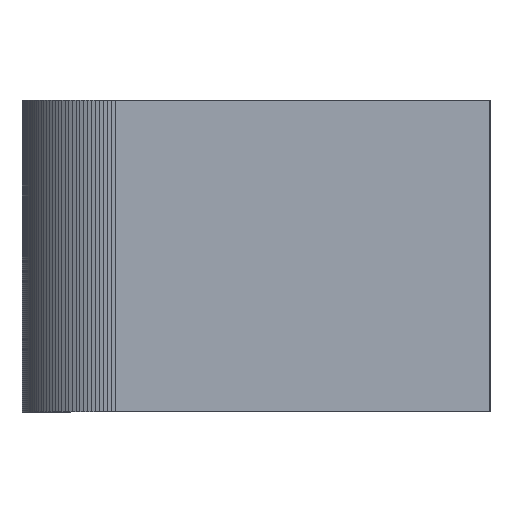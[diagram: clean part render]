
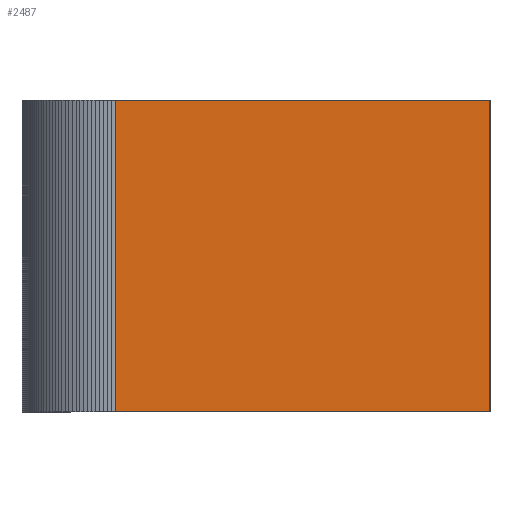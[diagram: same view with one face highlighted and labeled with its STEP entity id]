
A CAD part, left-side view. The second image highlights one B-rep face of the part: STEP entity #2487.
In plain terms, the highlighted planar face has unit normal (-1, 0, 0).
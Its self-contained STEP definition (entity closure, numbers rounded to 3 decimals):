
#423 = VERTEX_POINT('',#424);
#424 = CARTESIAN_POINT('',(115.5,117.5,0.));
#430 = EDGE_CURVE('',#431,#423,#433,.T.);
#431 = VERTEX_POINT('',#432);
#432 = CARTESIAN_POINT('',(115.5,129.5,0.));
#433 = LINE('',#434,#435);
#434 = CARTESIAN_POINT('',(115.5,129.5,0.));
#435 = VECTOR('',#436,1.);
#436 = DIRECTION('',(0.,-1.,0.));
#2444 = EDGE_CURVE('',#2445,#431,#2447,.T.);
#2445 = VERTEX_POINT('',#2446);
#2446 = CARTESIAN_POINT('',(115.5,129.5,10.));
#2447 = LINE('',#2448,#2449);
#2448 = CARTESIAN_POINT('',(115.5,129.5,10.));
#2449 = VECTOR('',#2450,1.);
#2450 = DIRECTION('',(0.,0.,-1.));
#2487 = ADVANCED_FACE('',(#2488),#2506,.T.);
#2488 = FACE_BOUND('',#2489,.T.);
#2489 = EDGE_LOOP('',(#2490,#2491,#2499,#2505));
#2490 = ORIENTED_EDGE('',*,*,#430,.T.);
#2491 = ORIENTED_EDGE('',*,*,#2492,.F.);
#2492 = EDGE_CURVE('',#2493,#423,#2495,.T.);
#2493 = VERTEX_POINT('',#2494);
#2494 = CARTESIAN_POINT('',(115.5,117.5,10.));
#2495 = LINE('',#2496,#2497);
#2496 = CARTESIAN_POINT('',(115.5,117.5,10.));
#2497 = VECTOR('',#2498,1.);
#2498 = DIRECTION('',(0.,0.,-1.));
#2499 = ORIENTED_EDGE('',*,*,#2500,.T.);
#2500 = EDGE_CURVE('',#2493,#2445,#2501,.T.);
#2501 = LINE('',#2502,#2503);
#2502 = CARTESIAN_POINT('',(115.5,117.5,10.));
#2503 = VECTOR('',#2504,1.);
#2504 = DIRECTION('',(0.,1.,0.));
#2505 = ORIENTED_EDGE('',*,*,#2444,.T.);
#2506 = PLANE('',#2507);
#2507 = AXIS2_PLACEMENT_3D('',#2508,#2509,#2510);
#2508 = CARTESIAN_POINT('',(115.5,123.5,5.));
#2509 = DIRECTION('',(-1.,-0.,-0.));
#2510 = DIRECTION('',(0.,0.,-1.));
